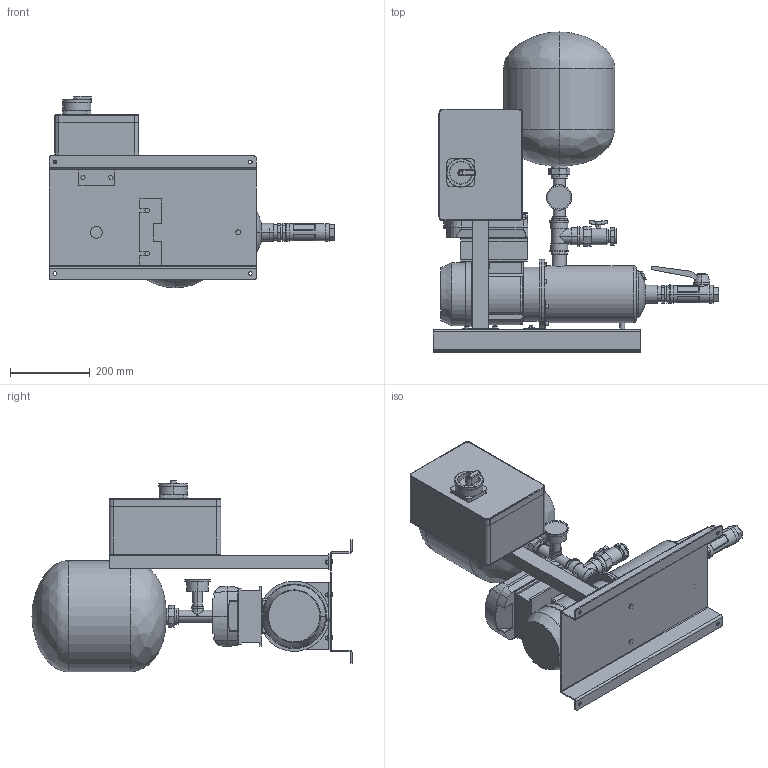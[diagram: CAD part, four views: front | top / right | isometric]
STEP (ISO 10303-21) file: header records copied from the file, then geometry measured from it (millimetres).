
FILE_DESCRIPTION (( 'STEP AP214' ), '1' );
FILE_NAME ('1EH_3-9_TE.STEP', '2022-03-02T10:05:26', ( '' ), ( '' ), 'SwSTEP 2.0', 'SolidWorks 2020', '' );
FILE_SCHEMA (( 'AUTOMOTIVE_DESIGN' ));
Length unit declared in the file: mil
Products named in the file (1): 1EH_3-9_TE
Bounding box: 717.6 x 803 x 481 mm (x, y, z)
Volume: 30946790.5 mm3; surface area: 2310229.2 mm2
Topology: 30 solids, 30 shells, 883 faces, 2111 edges, 1368 vertices
Faces by surface type: plane 479, cylinder 297, cone 62, torus 27, bspline 12, sphere 6
Entity records: 31927 total; most frequent: CARTESIAN_POINT 10138, DIRECTION 4310, ORIENTED_EDGE 4214, EDGE_CURVE 2107, AXIS2_PLACEMENT_3D 1526, VERTEX_POINT 1368, LINE 1258, VECTOR 1258
